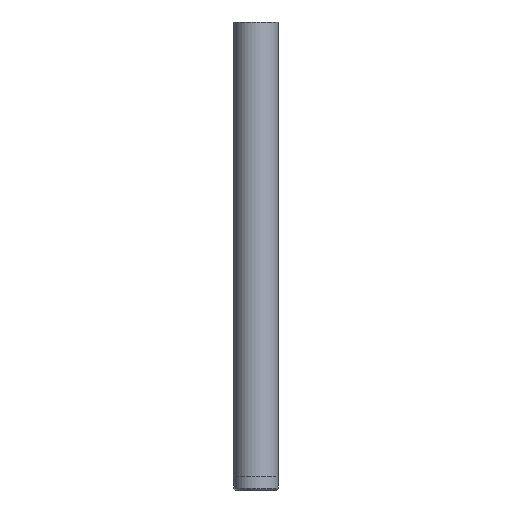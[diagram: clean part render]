
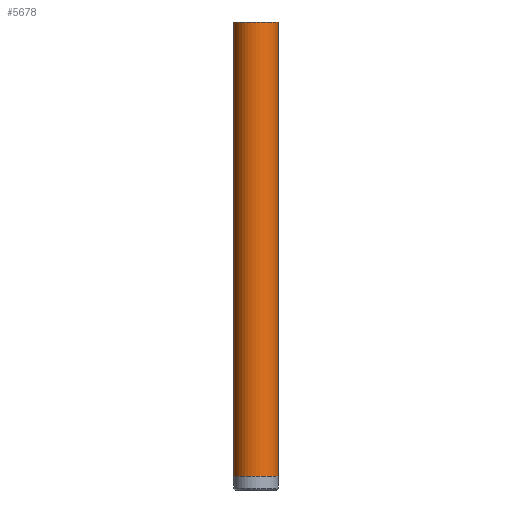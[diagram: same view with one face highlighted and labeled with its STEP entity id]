
A CAD part, front view. The second image highlights one B-rep face of the part: STEP entity #5678.
In plain terms, the highlighted cylindrical face has radius 11.5 mm (diameter 23 mm), a partial arc.
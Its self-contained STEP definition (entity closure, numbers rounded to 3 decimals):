
#4162 = CARTESIAN_POINT ( 'NONE',  ( 11.5, 0., -227.8 ) ) ;
#4180 = DIRECTION ( 'NONE',  ( 0., 0., -1. ) ) ;
#4183 = CARTESIAN_POINT ( 'NONE',  ( 0., 0., -227.8 ) ) ;
#4221 = DIRECTION ( 'NONE',  ( -1., 0., 0. ) ) ;
#4262 = AXIS2_PLACEMENT_3D ( 'NONE', #4183, #4180, #4221 ) ;
#4263 = CIRCLE ( 'NONE', #4262, 11.5 ) ;
#4497 = DIRECTION ( 'NONE',  ( 0., 0., -1. ) ) ;
#4498 = VECTOR ( 'NONE', #4497, 1000. ) ;
#4499 = CARTESIAN_POINT ( 'NONE',  ( 11.5, 0., 7. ) ) ;
#4500 = LINE ( 'NONE', #4499, #4498 ) ;
#4506 = CARTESIAN_POINT ( 'NONE',  ( 11.5, 0., 7. ) ) ;
#4944 = AXIS2_PLACEMENT_3D ( 'NONE', #4953, #5001, #4980 ) ;
#4945 = CYLINDRICAL_SURFACE ( 'NONE', #4944, 11.5 ) ;
#4953 = CARTESIAN_POINT ( 'NONE',  ( 0., 0., 7. ) ) ;
#4974 = FACE_OUTER_BOUND ( 'NONE', #5680, .T. ) ;
#4980 = DIRECTION ( 'NONE',  ( -1., 0., 0. ) ) ;
#5001 = DIRECTION ( 'NONE',  ( 0., 0., -1. ) ) ;
#5014 = EDGE_CURVE ( 'NONE', #5017, #5793, #4263, .T. ) ;
#5017 = VERTEX_POINT ( 'NONE', #4162 ) ;
#5031 = DIRECTION ( 'NONE',  ( 1., 0., 0. ) ) ;
#5101 = DIRECTION ( 'NONE',  ( 0., 0., 1. ) ) ;
#5102 = CARTESIAN_POINT ( 'NONE',  ( 0., 0., 7. ) ) ;
#5103 = AXIS2_PLACEMENT_3D ( 'NONE', #5102, #5101, #5031 ) ;
#5104 = CIRCLE ( 'NONE', #5103, 11.5 ) ;
#5106 = DIRECTION ( 'NONE',  ( 0., 0., -1. ) ) ;
#5107 = VECTOR ( 'NONE', #5106, 1000. ) ;
#5108 = CARTESIAN_POINT ( 'NONE',  ( -11.5, 0., 7. ) ) ;
#5109 = LINE ( 'NONE', #5108, #5107 ) ;
#5157 = CARTESIAN_POINT ( 'NONE',  ( -11.5, 0., 7. ) ) ;
#5181 = CARTESIAN_POINT ( 'NONE',  ( -11.5, 0., -227.8 ) ) ;
#5489 = VERTEX_POINT ( 'NONE', #4506 ) ;
#5492 = EDGE_CURVE ( 'NONE', #5489, #5017, #4500, .T. ) ;
#5678 = ADVANCED_FACE ( 'NONE', ( #4974 ), #4945, .T. ) ;
#5680 = EDGE_LOOP ( 'NONE', ( #5681, #5761, #5747, #5751 ) ) ;
#5681 = ORIENTED_EDGE ( 'NONE', *, *, #5492, .F. ) ;
#5747 = ORIENTED_EDGE ( 'NONE', *, *, #5749, .T. ) ;
#5749 = EDGE_CURVE ( 'NONE', #5753, #5793, #5109, .T. ) ;
#5751 = ORIENTED_EDGE ( 'NONE', *, *, #5014, .F. ) ;
#5752 = EDGE_CURVE ( 'NONE', #5753, #5489, #5104, .T. ) ;
#5753 = VERTEX_POINT ( 'NONE', #5157 ) ;
#5761 = ORIENTED_EDGE ( 'NONE', *, *, #5752, .F. ) ;
#5793 = VERTEX_POINT ( 'NONE', #5181 ) ;
